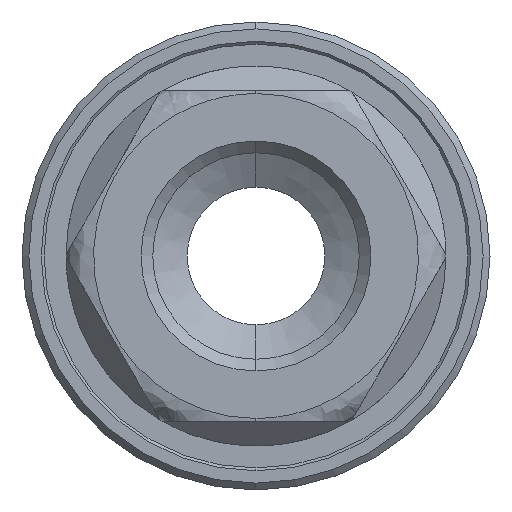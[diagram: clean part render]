
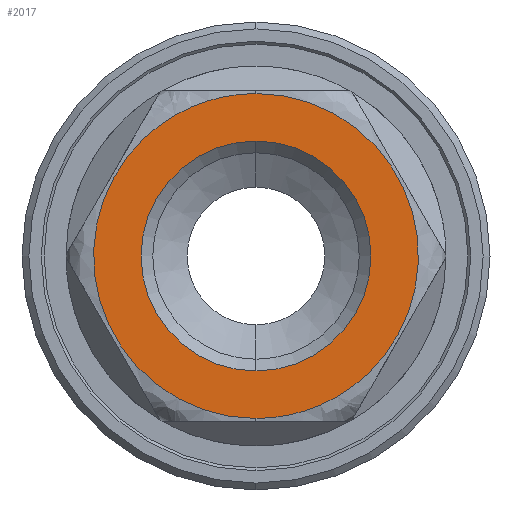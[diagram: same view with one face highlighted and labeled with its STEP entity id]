
A CAD part, left-side view. The second image highlights one B-rep face of the part: STEP entity #2017.
In plain terms, the highlighted planar face has unit normal (-1, 0, 0).
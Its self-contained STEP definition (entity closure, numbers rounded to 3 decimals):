
#154 = CARTESIAN_POINT ( 'NONE',  ( 0., 0., -11.8 ) ) ;
#155 = CARTESIAN_POINT ( 'NONE',  ( 0., -23.6, -11.8 ) ) ;
#156 = CARTESIAN_POINT ( 'NONE',  ( 0., -23.6, 11.8 ) ) ;
#157 = CARTESIAN_POINT ( 'NONE',  ( 0., 0., 11.8 ) ) ;
#347 = ORIENTED_EDGE ( 'NONE', *, *, #3159, .F. ) ;
#350 = ORIENTED_EDGE ( 'NONE', *, *, #3213, .F. ) ;
#474 = EDGE_LOOP ( 'NONE', ( #347, #350 ) ) ;
#476 = EDGE_LOOP ( 'NONE', ( #653, #654 ) ) ;
#653 = ORIENTED_EDGE ( 'NONE', *, *, #3106, .F. ) ;
#654 = ORIENTED_EDGE ( 'NONE', *, *, #3227, .F. ) ;
#866 = AXIS2_PLACEMENT_3D ( 'NONE', #2876, #2875, #2873 ) ;
#994 = FACE_BOUND ( 'NONE', #474, .T. ) ;
#1035 = CIRCLE ( 'NONE', #1795, 8.35 ) ;
#1195 = FACE_OUTER_BOUND ( 'NONE', #476, .T. ) ;
#1284 = DIRECTION ( 'NONE',  ( 0., 0., 1. ) ) ;
#1285 = DIRECTION ( 'NONE',  ( -1., 0., 0. ) ) ;
#1286 = CARTESIAN_POINT ( 'NONE',  ( 0., 0., 0. ) ) ;
#1554 = CARTESIAN_POINT ( 'NONE',  ( 0., 0., 8.35 ) ) ;
#1575 = CARTESIAN_POINT ( 'NONE',  ( 0., 0., 11.8 ) ) ;
#1623 = CARTESIAN_POINT ( 'NONE',  ( 0., 0., -8.35 ) ) ;
#1631 = VERTEX_POINT ( 'NONE', #1699 ) ;
#1656 = VERTEX_POINT ( 'NONE', #1623 ) ;
#1699 = CARTESIAN_POINT ( 'NONE',  ( 0., 0., -11.8 ) ) ;
#1701 = VERTEX_POINT ( 'NONE', #1575 ) ;
#1729 = VERTEX_POINT ( 'NONE', #1554 ) ;
#1795 = AXIS2_PLACEMENT_3D ( 'NONE', #1286, #1285, #1284 ) ;
#1818 =( BOUNDED_CURVE ( )  B_SPLINE_CURVE ( 3, ( #2810, #2809, #2808, #2806 ),
 .UNSPECIFIED., .F., .T. ) 
 B_SPLINE_CURVE_WITH_KNOTS ( ( 4, 4 ),
 ( 0., 1. ),
 .UNSPECIFIED. ) 
 CURVE ( )  GEOMETRIC_REPRESENTATION_ITEM ( )  RATIONAL_B_SPLINE_CURVE ( ( 1., 0.333, 0.333, 1. ) ) 
 REPRESENTATION_ITEM ( '' )  );
#1823 =( BOUNDED_CURVE ( )  B_SPLINE_CURVE ( 3, ( #157, #156, #155, #154 ),
 .UNSPECIFIED., .F., .T. ) 
 B_SPLINE_CURVE_WITH_KNOTS ( ( 4, 4 ),
 ( 0., 1. ),
 .UNSPECIFIED. ) 
 CURVE ( )  GEOMETRIC_REPRESENTATION_ITEM ( )  RATIONAL_B_SPLINE_CURVE ( ( 1., 0.333, 0.333, 1. ) ) 
 REPRESENTATION_ITEM ( '' )  );
#2017 = ADVANCED_FACE ( 'NONE', ( #1195, #994 ), #2274, .F. ) ;
#2274 = PLANE ( 'NONE',  #3366 ) ;
#2275 = DIRECTION ( 'NONE',  ( 1., 0., 0. ) ) ;
#2276 = CARTESIAN_POINT ( 'NONE',  ( 0., 11.8, 0. ) ) ;
#2277 = DIRECTION ( 'NONE',  ( 0., 0., -1. ) ) ;
#2689 = CIRCLE ( 'NONE', #866, 8.35 ) ;
#2806 = CARTESIAN_POINT ( 'NONE',  ( 0., 0., 11.8 ) ) ;
#2808 = CARTESIAN_POINT ( 'NONE',  ( 0., 23.6, 11.8 ) ) ;
#2809 = CARTESIAN_POINT ( 'NONE',  ( 0., 23.6, -11.8 ) ) ;
#2810 = CARTESIAN_POINT ( 'NONE',  ( 0., 0., -11.8 ) ) ;
#2873 = DIRECTION ( 'NONE',  ( 0., 0., 1. ) ) ;
#2875 = DIRECTION ( 'NONE',  ( -1., 0., 0. ) ) ;
#2876 = CARTESIAN_POINT ( 'NONE',  ( 0., 0., 0. ) ) ;
#3106 = EDGE_CURVE ( 'NONE', #1701, #1631, #1823, .T. ) ;
#3159 = EDGE_CURVE ( 'NONE', #1729, #1656, #1035, .T. ) ;
#3213 = EDGE_CURVE ( 'NONE', #1656, #1729, #2689, .T. ) ;
#3227 = EDGE_CURVE ( 'NONE', #1631, #1701, #1818, .T. ) ;
#3366 = AXIS2_PLACEMENT_3D ( 'NONE', #2276, #2275, #2277 ) ;
